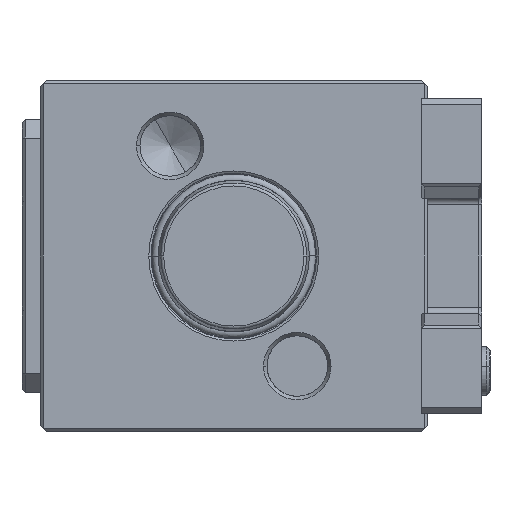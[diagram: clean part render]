
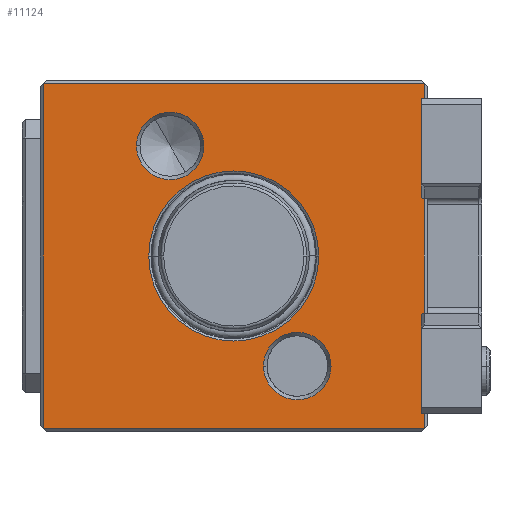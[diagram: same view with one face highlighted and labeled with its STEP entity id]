
A CAD part, left-side view. The second image highlights one B-rep face of the part: STEP entity #11124.
In plain terms, the highlighted planar face has unit normal (-1, 0, 0).
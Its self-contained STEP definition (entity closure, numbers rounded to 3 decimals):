
#1537=DIRECTION('',(0.,0.,-1.));
#1538=VECTOR('',#1537,57.);
#1539=CARTESIAN_POINT('',(-20.,31.5,28.5));
#1540=LINE('',#1539,#1538);
#1541=DIRECTION('',(0.,1.,0.));
#1542=VECTOR('',#1541,63.);
#1543=CARTESIAN_POINT('',(-20.,-31.5,28.5));
#1544=LINE('',#1543,#1542);
#1545=DIRECTION('',(0.,0.,1.));
#1546=VECTOR('',#1545,57.);
#1547=CARTESIAN_POINT('',(-20.,-31.5,-28.5));
#1548=LINE('',#1547,#1546);
#1549=DIRECTION('',(0.,-1.,0.));
#1550=VECTOR('',#1549,63.);
#1551=CARTESIAN_POINT('',(-20.,31.5,-28.5));
#1552=LINE('',#1551,#1550);
#1553=CARTESIAN_POINT('',(-20.,0.,0.));
#1554=DIRECTION('',(1.,0.,0.));
#1555=DIRECTION('',(0.,-1.,0.));
#1556=AXIS2_PLACEMENT_3D('',#1553,#1554,#1555);
#1558=CARTESIAN_POINT('',(-20.,0.,0.));
#1559=DIRECTION('',(1.,0.,0.));
#1560=DIRECTION('',(0.,1.,0.));
#1561=AXIS2_PLACEMENT_3D('',#1558,#1559,#1560);
#1563=CARTESIAN_POINT('',(-20.,10.5,18.187));
#1564=DIRECTION('',(1.,0.,0.));
#1565=DIRECTION('',(0.,-1.,0.));
#1566=AXIS2_PLACEMENT_3D('',#1563,#1564,#1565);
#1568=CARTESIAN_POINT('',(-20.,10.5,18.187));
#1569=DIRECTION('',(1.,0.,0.));
#1570=DIRECTION('',(0.,1.,0.));
#1571=AXIS2_PLACEMENT_3D('',#1568,#1569,#1570);
#1573=CARTESIAN_POINT('',(-20.,-10.5,-18.187));
#1574=DIRECTION('',(1.,0.,0.));
#1575=DIRECTION('',(0.,1.,0.));
#1576=AXIS2_PLACEMENT_3D('',#1573,#1574,#1575);
#1578=CARTESIAN_POINT('',(-20.,-10.5,-18.187));
#1579=DIRECTION('',(1.,0.,0.));
#1580=DIRECTION('',(0.,-1.,0.));
#1581=AXIS2_PLACEMENT_3D('',#1578,#1579,#1580);
#7615=CARTESIAN_POINT('',(-20.,31.5,28.5));
#7616=CARTESIAN_POINT('',(-20.,31.5,-28.5));
#7617=VERTEX_POINT('',#7615);
#7618=VERTEX_POINT('',#7616);
#7623=CARTESIAN_POINT('',(-20.,-31.5,-28.5));
#7624=VERTEX_POINT('',#7623);
#7631=CARTESIAN_POINT('',(-20.,-31.5,28.5));
#7632=VERTEX_POINT('',#7631);
#7647=CARTESIAN_POINT('',(-20.,-14.05,0.));
#7648=CARTESIAN_POINT('',(-20.,14.05,0.));
#7649=VERTEX_POINT('',#7647);
#7650=VERTEX_POINT('',#7648);
#7651=CARTESIAN_POINT('',(-20.,4.923,18.187));
#7652=CARTESIAN_POINT('',(-20.,16.077,18.187));
#7653=VERTEX_POINT('',#7651);
#7654=VERTEX_POINT('',#7652);
#7755=CARTESIAN_POINT('',(-20.,-4.923,-18.187));
#7756=CARTESIAN_POINT('',(-20.,-16.077,-18.187));
#7757=VERTEX_POINT('',#7755);
#7758=VERTEX_POINT('',#7756);
#11095=CARTESIAN_POINT('',(-20.,0.,0.));
#11096=DIRECTION('',(-1.,0.,0.));
#11097=DIRECTION('',(0.,1.,0.));
#11098=AXIS2_PLACEMENT_3D('',#11095,#11096,#11097);
#11099=PLANE('',#11098);
#11100=ORIENTED_EDGE('',*,*,#9405,.F.);
#11101=ORIENTED_EDGE('',*,*,#9458,.F.);
#11102=ORIENTED_EDGE('',*,*,#9618,.F.);
#11103=ORIENTED_EDGE('',*,*,#11089,.F.);
#11104=EDGE_LOOP('',(#11100,#11101,#11102,#11103));
#11105=FACE_OUTER_BOUND('',#11104,.F.);
#11107=ORIENTED_EDGE('',*,*,#11106,.F.);
#11109=ORIENTED_EDGE('',*,*,#11108,.F.);
#11110=EDGE_LOOP('',(#11107,#11109));
#11111=FACE_BOUND('',#11110,.F.);
#11113=ORIENTED_EDGE('',*,*,#11112,.F.);
#11115=ORIENTED_EDGE('',*,*,#11114,.F.);
#11116=EDGE_LOOP('',(#11113,#11115));
#11117=FACE_BOUND('',#11116,.F.);
#11119=ORIENTED_EDGE('',*,*,#11118,.F.);
#11121=ORIENTED_EDGE('',*,*,#11120,.F.);
#11122=EDGE_LOOP('',(#11119,#11121));
#11123=FACE_BOUND('',#11122,.F.);
#1557=CIRCLE('',#1556,14.05);
#1562=CIRCLE('',#1561,14.05);
#1567=CIRCLE('',#1566,5.577);
#1572=CIRCLE('',#1571,5.577);
#1577=CIRCLE('',#1576,5.577);
#1582=CIRCLE('',#1581,5.577);
#9405=EDGE_CURVE('',#7617,#7618,#1540,.T.);
#9458=EDGE_CURVE('',#7632,#7617,#1544,.T.);
#9618=EDGE_CURVE('',#7624,#7632,#1548,.T.);
#11089=EDGE_CURVE('',#7618,#7624,#1552,.T.);
#11106=EDGE_CURVE('',#7649,#7650,#1557,.T.);
#11108=EDGE_CURVE('',#7650,#7649,#1562,.T.);
#11112=EDGE_CURVE('',#7653,#7654,#1567,.T.);
#11114=EDGE_CURVE('',#7654,#7653,#1572,.T.);
#11118=EDGE_CURVE('',#7757,#7758,#1577,.T.);
#11120=EDGE_CURVE('',#7758,#7757,#1582,.T.);
#11124=ADVANCED_FACE('',(#11105,#11111,#11117,#11123),#11099,.T.);
